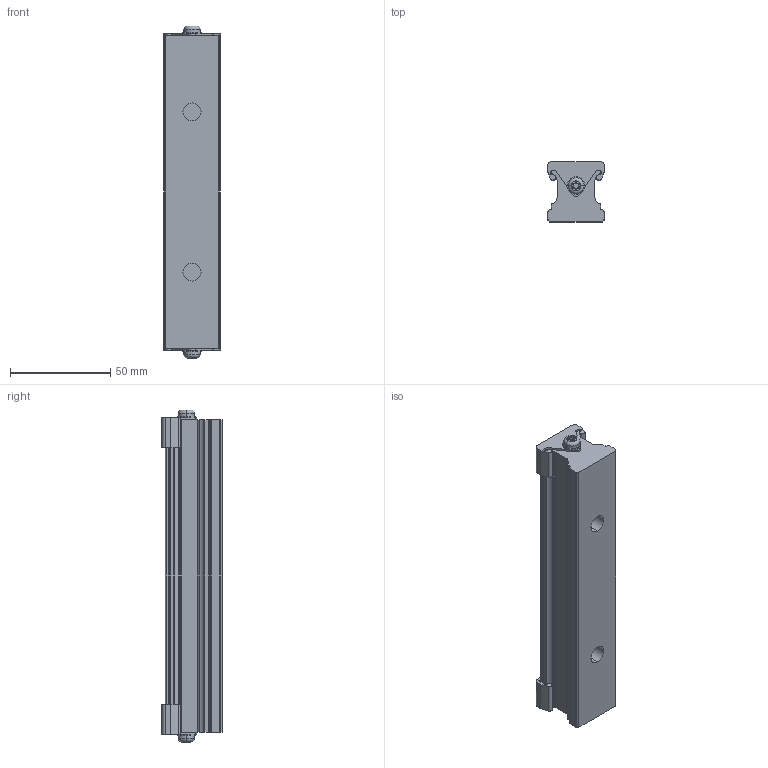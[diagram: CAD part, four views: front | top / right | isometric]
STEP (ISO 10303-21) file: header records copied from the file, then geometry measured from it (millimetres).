
FILE_DESCRIPTION (( 'STEP AP214' ), '1' );
FILE_NAME ('Rexroth-Ball-Rail-R160576431-156-38.step', '2020-07-02T11:16:49', ( '' ), ( '' ), 'SwSTEP 2.0', 'SolidWorks 2010', '' );
FILE_SCHEMA (( 'AUTOMOTIVE_DESIGN' ));
Length unit declared in the file: millimetre
Products named in the file (6): Rexroth-Ball-Rail-R160576431-156-38_Rail-1605-30-Coverstrip-BoschRexroth; Rexroth-End-Cap-1619-739-20_Coverplate-Rail-1605-30-BoschRexroth; Rexroth-Cover-Strip-1619-739-00-156_CoverStrip-Rail-1605-30-BoschRexroth; Rexroth-Washer-1619-739-20_Washer-Rail-1605-M4-BoschRexroth; Rexroth-Screw-1619-739-20_Screw-Rail-1605-M4x8-BoschRexroth; Rexroth-Ball-Rail-R160576431-156-38
Assembly tree (8 placements, depth 2):
  Rexroth-Ball-Rail-R160576431-156-38
    Rexroth-Screw-1619-739-20_Screw-Rail-1605-M4x8-BoschRexroth  x2
    Rexroth-Washer-1619-739-20_Washer-Rail-1605-M4-BoschRexroth  x2
    Rexroth-Cover-Strip-1619-739-00-156_CoverStrip-Rail-1605-30-BoschRexroth
    Rexroth-End-Cap-1619-739-20_Coverplate-Rail-1605-30-BoschRexroth  x2
    Rexroth-Ball-Rail-R160576431-156-38_Rail-1605-30-Coverstrip-BoschRexroth
Bounding box: 28.4 x 30.1 x 165.8 mm (x, y, z)
Volume: 95703.4 mm3; surface area: 34312.9 mm2
Topology: 8 solids, 8 shells, 218 faces, 562 edges, 364 vertices
Faces by surface type: cylinder 120, plane 78, cone 16, torus 4
Entity records: 5027 total; most frequent: DIRECTION 903, CARTESIAN_POINT 823, ORIENTED_EDGE 796, EDGE_CURVE 398, AXIS2_PLACEMENT_3D 341, VERTEX_POINT 261, LINE 221, VECTOR 221
